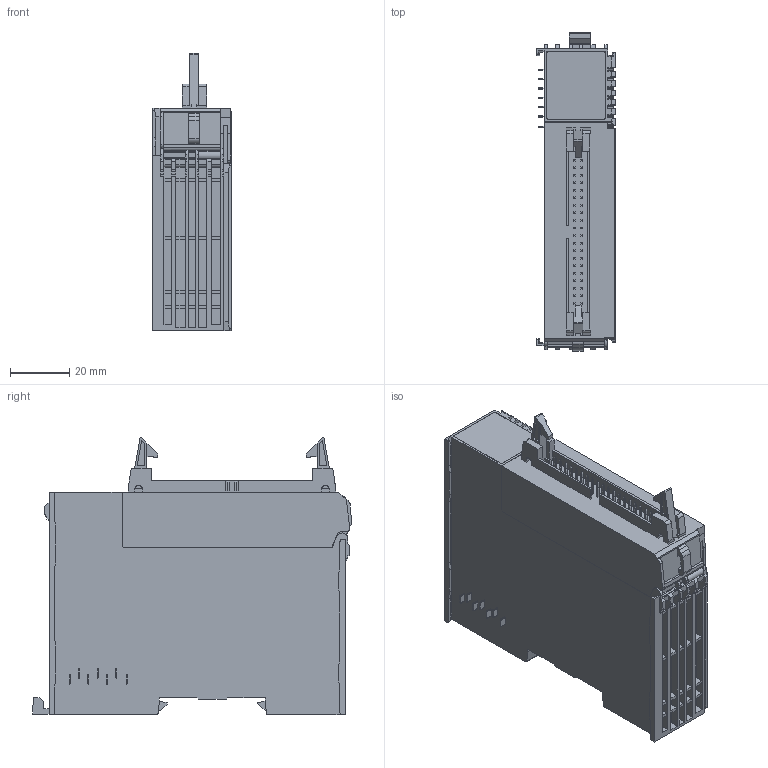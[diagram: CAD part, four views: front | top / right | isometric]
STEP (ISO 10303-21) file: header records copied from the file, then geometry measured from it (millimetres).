
FILE_DESCRIPTION((''),'2;1');
FILE_NAME('R3-MIL-1','2024-05-30T17:30:28',('Lenovo'),(''),'CREO PARAMETRIC BY PTC INC, 2020033','CREO PARAMETRIC BY PTC INC, 2020033','');
FILE_SCHEMA(('CONFIG_CONTROL_DESIGN'));
Length unit declared in the file: millimetre
Products named in the file (1): R3-MIL-1
Bounding box: 26.5 x 107.55 x 93.44 mm (x, y, z)
Volume: 169234.7 mm3; surface area: 36082.2 mm2
Topology: 2 solids, 2 shells, 1461 faces, 4026 edges, 2638 vertices
Faces by surface type: plane 1330, cylinder 131
Entity records: 45754 total; most frequent: CARTESIAN_POINT 8360, ORIENTED_EDGE 8052, DIRECTION 7191, EDGE_CURVE 4026, VECTOR 3639, LINE 3639, VERTEX_POINT 2638, AXIS2_PLACEMENT_3D 1776
